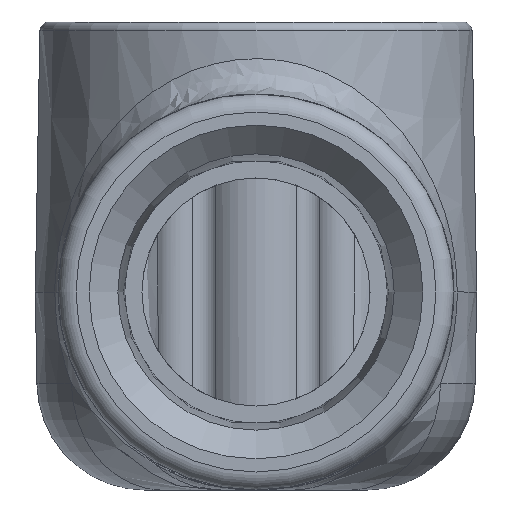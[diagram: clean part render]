
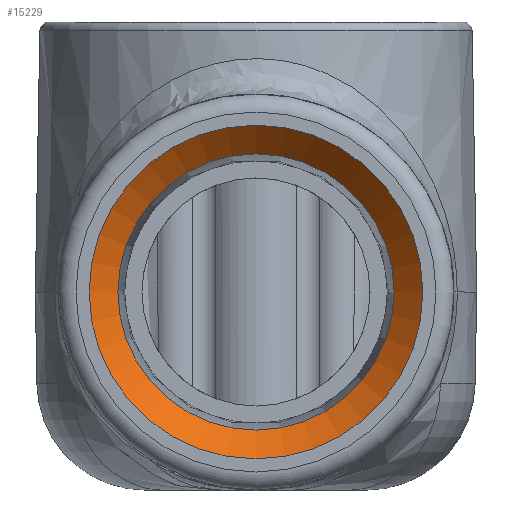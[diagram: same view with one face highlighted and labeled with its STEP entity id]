
A CAD part, left-side view. The second image highlights one B-rep face of the part: STEP entity #15229.
In plain terms, the highlighted conical face has half-angle 45 degrees and reference radius 13.449 mm.
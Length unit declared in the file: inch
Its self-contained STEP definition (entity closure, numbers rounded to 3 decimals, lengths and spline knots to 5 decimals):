
#347=CONICAL_SURFACE('',#15927,0.5295,0.785);
#4421=FACE_BOUND('',#6172,.T.);
#5250=FACE_OUTER_BOUND('',#6171,.T.);
#6171=EDGE_LOOP('',(#14338));
#6172=EDGE_LOOP('',(#14339));
#6190=CIRCLE('',#15266,0.5795);
#6330=CIRCLE('',#15928,0.4795);
#6340=VERTEX_POINT('',#18814);
#7784=VERTEX_POINT('',#28319);
#7794=EDGE_CURVE('',#6340,#6340,#6190,.T.);
#9980=EDGE_CURVE('',#7784,#7784,#6330,.T.);
#14338=ORIENTED_EDGE('',*,*,#7794,.F.);
#14339=ORIENTED_EDGE('',*,*,#9980,.T.);
#15229=ADVANCED_FACE('',(#5250,#4421),#347,.F.);
#15266=AXIS2_PLACEMENT_3D('',#18815,#15954,#15955);
#15927=AXIS2_PLACEMENT_3D('',#28318,#18720,#18721);
#15928=AXIS2_PLACEMENT_3D('',#28320,#18722,#18723);
#15954=DIRECTION('center_axis',(1.,0.,0.));
#15955=DIRECTION('ref_axis',(0.,1.,0.));
#18720=DIRECTION('center_axis',(-1.,0.,0.));
#18721=DIRECTION('ref_axis',(0.,1.,0.));
#18722=DIRECTION('center_axis',(1.,0.,0.));
#18723=DIRECTION('ref_axis',(0.,0.,-1.));
#18814=CARTESIAN_POINT('',(-2.90625,0.5795,-0.9375));
#18815=CARTESIAN_POINT('Origin',(-2.90625,0.,-0.9375));
#28318=CARTESIAN_POINT('Origin',(-2.85625,0.,-0.9375));
#28319=CARTESIAN_POINT('',(-2.80625,0.4795,-0.9375));
#28320=CARTESIAN_POINT('Origin',(-2.80625,0.,-0.9375));
